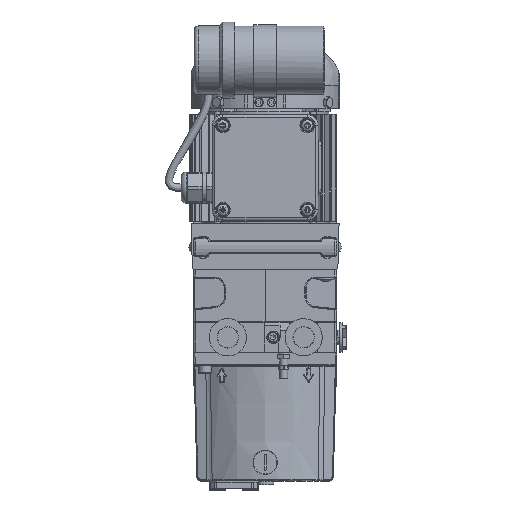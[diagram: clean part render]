
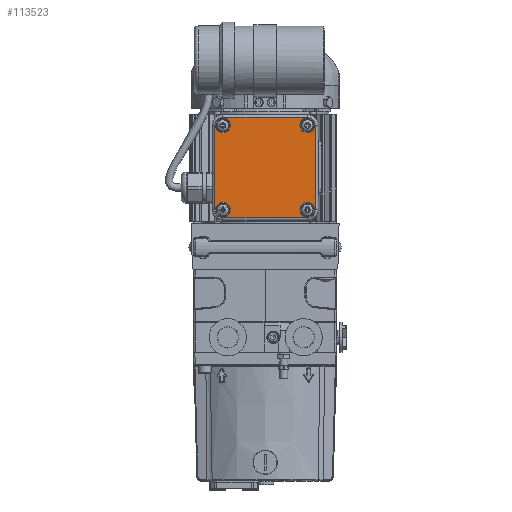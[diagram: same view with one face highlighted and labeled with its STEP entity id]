
A CAD part, top view. The second image highlights one B-rep face of the part: STEP entity #113523.
In plain terms, the highlighted planar face has unit normal (0, 0, 1).
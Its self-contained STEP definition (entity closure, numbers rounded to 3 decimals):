
#74464=CARTESIAN_POINT('',(34.,110.,115.7));
#74465=VERTEX_POINT('',#74464);
#74466=CARTESIAN_POINT('',(34.,122.,115.7));
#74467=VERTEX_POINT('',#74466);
#74468=CARTESIAN_POINT('',(34.,116.,115.7));
#74469=DIRECTION('',(0.,0.,-1.0));
#74470=DIRECTION('',(0.,-1.,0.));
#74471=AXIS2_PLACEMENT_3D('',#74468,#74469,#74470);
#74472=CIRCLE('',#74471,6.);
#74473=EDGE_CURVE('',#74465,#74467,#74472,.T.);
#74475=CARTESIAN_POINT('',(34.,116.,115.7));
#74476=DIRECTION('',(0.,0.,-1.0));
#74477=DIRECTION('',(0.,1.,0.));
#74478=AXIS2_PLACEMENT_3D('',#74475,#74476,#74477);
#74479=CIRCLE('',#74478,6.);
#74480=EDGE_CURVE('',#74467,#74465,#74479,.T.);
#74501=CARTESIAN_POINT('',(-34.,110.,115.7));
#74502=VERTEX_POINT('',#74501);
#74503=CARTESIAN_POINT('',(-34.,122.,115.7));
#74504=VERTEX_POINT('',#74503);
#74505=CARTESIAN_POINT('',(-34.,116.,115.7));
#74506=DIRECTION('',(0.,0.,-1.0));
#74507=DIRECTION('',(0.,-1.,0.));
#74508=AXIS2_PLACEMENT_3D('',#74505,#74506,#74507);
#74509=CIRCLE('',#74508,6.);
#74510=EDGE_CURVE('',#74502,#74504,#74509,.T.);
#74512=CARTESIAN_POINT('',(-34.,116.,115.7));
#74513=DIRECTION('',(0.,0.,-1.0));
#74514=DIRECTION('',(0.,1.,0.));
#74515=AXIS2_PLACEMENT_3D('',#74512,#74513,#74514);
#74516=CIRCLE('',#74515,6.);
#74517=EDGE_CURVE('',#74504,#74502,#74516,.T.);
#74538=CARTESIAN_POINT('',(-34.,42.,115.7));
#74539=VERTEX_POINT('',#74538);
#74540=CARTESIAN_POINT('',(-34.,54.,115.7));
#74541=VERTEX_POINT('',#74540);
#74542=CARTESIAN_POINT('',(-34.,48.,115.7));
#74543=DIRECTION('',(0.,0.,-1.0));
#74544=DIRECTION('',(0.,-1.,0.));
#74545=AXIS2_PLACEMENT_3D('',#74542,#74543,#74544);
#74546=CIRCLE('',#74545,6.);
#74547=EDGE_CURVE('',#74539,#74541,#74546,.T.);
#74549=CARTESIAN_POINT('',(-34.,48.,115.7));
#74550=DIRECTION('',(0.,0.,-1.0));
#74551=DIRECTION('',(0.,1.,0.));
#74552=AXIS2_PLACEMENT_3D('',#74549,#74550,#74551);
#74553=CIRCLE('',#74552,6.);
#74554=EDGE_CURVE('',#74541,#74539,#74553,.T.);
#74575=CARTESIAN_POINT('',(34.,42.,115.7));
#74576=VERTEX_POINT('',#74575);
#74577=CARTESIAN_POINT('',(34.,54.,115.7));
#74578=VERTEX_POINT('',#74577);
#74579=CARTESIAN_POINT('',(34.,48.,115.7));
#74580=DIRECTION('',(0.,0.,-1.0));
#74581=DIRECTION('',(0.,-1.,0.));
#74582=AXIS2_PLACEMENT_3D('',#74579,#74580,#74581);
#74583=CIRCLE('',#74582,6.);
#74584=EDGE_CURVE('',#74576,#74578,#74583,.T.);
#74586=CARTESIAN_POINT('',(34.,48.,115.7));
#74587=DIRECTION('',(0.,0.,-1.0));
#74588=DIRECTION('',(0.,1.,0.));
#74589=AXIS2_PLACEMENT_3D('',#74586,#74587,#74588);
#74590=CIRCLE('',#74589,6.);
#74591=EDGE_CURVE('',#74578,#74576,#74590,.T.);
#113118=CARTESIAN_POINT('',(-34.,41.5,115.7));
#113119=VERTEX_POINT('',#113118);
#113135=CARTESIAN_POINT('',(34.,41.5,115.7));
#113136=VERTEX_POINT('',#113135);
#113144=CARTESIAN_POINT('',(-34.,41.5,115.7));
#113145=DIRECTION('',(1.0,0.0,0.0));
#113146=VECTOR('',#113145,68.0);
#113147=LINE('',#113144,#113146);
#113148=EDGE_CURVE('',#113119,#113136,#113147,.T.);
#113158=CARTESIAN_POINT('',(-40.5,48.,115.7));
#113159=VERTEX_POINT('',#113158);
#113169=CARTESIAN_POINT('',(-34.,48.,115.7));
#113170=DIRECTION('',(0.,0.,1.0));
#113171=DIRECTION('',(-1.0,0.,0.));
#113172=AXIS2_PLACEMENT_3D('',#113169,#113170,#113171);
#113173=CIRCLE('',#113172,6.5);
#113174=EDGE_CURVE('',#113159,#113119,#113173,.T.);
#113185=CARTESIAN_POINT('',(-40.5,116.,115.7));
#113186=VERTEX_POINT('',#113185);
#113187=CARTESIAN_POINT('',(-40.5,116.,115.7));
#113188=DIRECTION('',(0.0,-1.0,0.0));
#113189=VECTOR('',#113188,68.);
#113190=LINE('',#113187,#113189);
#113191=EDGE_CURVE('',#113186,#113159,#113190,.T.);
#113210=CARTESIAN_POINT('',(-34.,122.5,115.7));
#113211=VERTEX_POINT('',#113210);
#113212=CARTESIAN_POINT('',(-34.,116.,115.7));
#113213=DIRECTION('',(0.,0.,1.0));
#113214=DIRECTION('',(0.,1.0,0.));
#113215=AXIS2_PLACEMENT_3D('',#113212,#113213,#113214);
#113216=CIRCLE('',#113215,6.5);
#113217=EDGE_CURVE('',#113211,#113186,#113216,.T.);
#113293=CARTESIAN_POINT('',(34.,122.5,115.7));
#113294=VERTEX_POINT('',#113293);
#113295=CARTESIAN_POINT('',(34.,122.5,115.7));
#113296=DIRECTION('',(-1.0,0.0,0.0));
#113297=VECTOR('',#113296,68.0);
#113298=LINE('',#113295,#113297);
#113299=EDGE_CURVE('',#113294,#113211,#113298,.T.);
#113460=CARTESIAN_POINT('',(40.5,48.,115.7));
#113461=VERTEX_POINT('',#113460);
#113469=CARTESIAN_POINT('',(34.,48.,115.7));
#113470=DIRECTION('',(0.,0.,1.0));
#113471=DIRECTION('',(0.,-1.0,0.));
#113472=AXIS2_PLACEMENT_3D('',#113469,#113470,#113471);
#113473=CIRCLE('',#113472,6.5);
#113474=EDGE_CURVE('',#113136,#113461,#113473,.T.);
#113479=CARTESIAN_POINT('',(40.5,122.5,115.7));
#113480=DIRECTION('',(0.0,0.0,1.0));
#113481=DIRECTION('',(0.0,1.0,0.0));
#113482=AXIS2_PLACEMENT_3D('',#113479,#113480,#113481);
#113483=PLANE('',#113482);
#113484=ORIENTED_EDGE('',*,*,#113474,.T.);
#113485=CARTESIAN_POINT('',(40.5,116.,115.7));
#113486=VERTEX_POINT('',#113485);
#113487=CARTESIAN_POINT('',(40.5,48.,115.7));
#113488=DIRECTION('',(0.0,1.0,0.0));
#113489=VECTOR('',#113488,68.);
#113490=LINE('',#113487,#113489);
#113491=EDGE_CURVE('',#113461,#113486,#113490,.T.);
#113492=ORIENTED_EDGE('',*,*,#113491,.T.);
#113493=CARTESIAN_POINT('',(34.,116.,115.7));
#113494=DIRECTION('',(0.,0.,1.0));
#113495=DIRECTION('',(1.0,0.,0.));
#113496=AXIS2_PLACEMENT_3D('',#113493,#113494,#113495);
#113497=CIRCLE('',#113496,6.5);
#113498=EDGE_CURVE('',#113486,#113294,#113497,.T.);
#113499=ORIENTED_EDGE('',*,*,#113498,.T.);
#113500=ORIENTED_EDGE('',*,*,#113299,.T.);
#113501=ORIENTED_EDGE('',*,*,#113217,.T.);
#113502=ORIENTED_EDGE('',*,*,#113191,.T.);
#113503=ORIENTED_EDGE('',*,*,#113174,.T.);
#113504=ORIENTED_EDGE('',*,*,#113148,.T.);
#113505=EDGE_LOOP('',(#113484,#113492,#113499,#113500,#113501,#113502,#113503,#113504));
#113506=FACE_OUTER_BOUND('',#113505,.T.);
#113507=ORIENTED_EDGE('',*,*,#74591,.T.);
#113508=ORIENTED_EDGE('',*,*,#74584,.T.);
#113509=EDGE_LOOP('',(#113507,#113508));
#113510=FACE_BOUND('',#113509,.T.);
#113511=ORIENTED_EDGE('',*,*,#74554,.T.);
#113512=ORIENTED_EDGE('',*,*,#74547,.T.);
#113513=EDGE_LOOP('',(#113511,#113512));
#113514=FACE_BOUND('',#113513,.T.);
#113515=ORIENTED_EDGE('',*,*,#74517,.T.);
#113516=ORIENTED_EDGE('',*,*,#74510,.T.);
#113517=EDGE_LOOP('',(#113515,#113516));
#113518=FACE_BOUND('',#113517,.T.);
#113519=ORIENTED_EDGE('',*,*,#74480,.T.);
#113520=ORIENTED_EDGE('',*,*,#74473,.T.);
#113521=EDGE_LOOP('',(#113519,#113520));
#113522=FACE_BOUND('',#113521,.T.);
#113523=ADVANCED_FACE('',(#113506,#113510,#113514,#113518,#113522),#113483,.T.);
